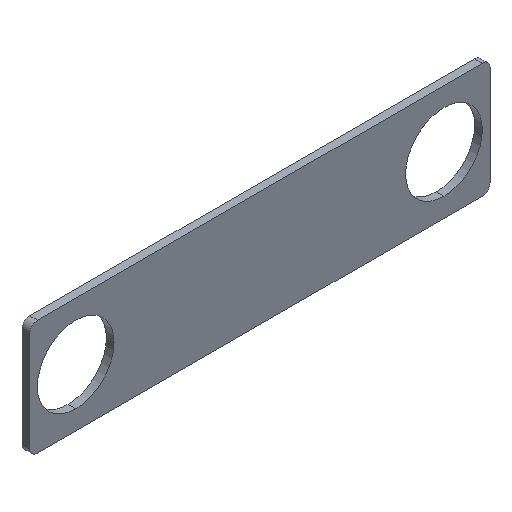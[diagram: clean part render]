
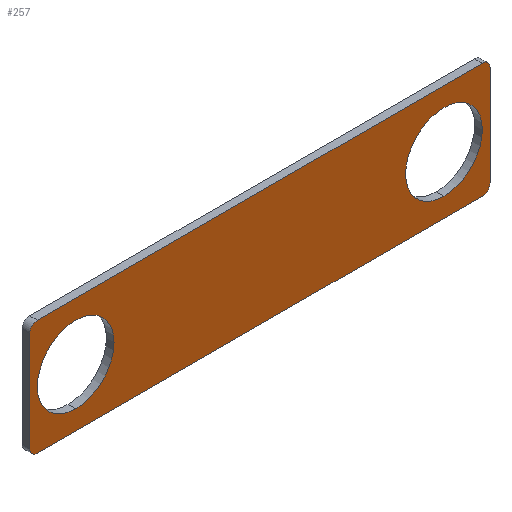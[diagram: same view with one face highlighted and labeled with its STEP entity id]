
A CAD part, isometric view. The second image highlights one B-rep face of the part: STEP entity #257.
In plain terms, the highlighted planar face has unit normal (0, -1, 0).
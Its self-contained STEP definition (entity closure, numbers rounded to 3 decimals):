
#4 = AXIS2_PLACEMENT_3D ( 'NONE', #231, #33, #364 ) ;
#7 = DIRECTION ( 'NONE',  ( 0., 0., 1. ) ) ;
#10 = VECTOR ( 'NONE', #146, 1000. ) ;
#13 = DIRECTION ( 'NONE',  ( 0., -1., 0. ) ) ;
#21 = VERTEX_POINT ( 'NONE', #162 ) ;
#23 = DIRECTION ( 'NONE',  ( 0., 0., 1. ) ) ;
#24 = EDGE_LOOP ( 'NONE', ( #401, #298 ) ) ;
#25 = DIRECTION ( 'NONE',  ( 0., 0., 1. ) ) ;
#26 = VERTEX_POINT ( 'NONE', #244 ) ;
#31 = DIRECTION ( 'NONE',  ( 0., 1., 0. ) ) ;
#33 = DIRECTION ( 'NONE',  ( 0., -1., 0. ) ) ;
#36 = ORIENTED_EDGE ( 'NONE', *, *, #440, .F. ) ;
#39 = CARTESIAN_POINT ( 'NONE',  ( -24., 0., -5. ) ) ;
#40 = DIRECTION ( 'NONE',  ( 0., 1., 0. ) ) ;
#41 = EDGE_CURVE ( 'NONE', #213, #189, #241, .T. ) ;
#50 = CARTESIAN_POINT ( 'NONE',  ( -29., 0., 7.5 ) ) ;
#52 = CARTESIAN_POINT ( 'NONE',  ( -29., 0., 6.5 ) ) ;
#54 = PLANE ( 'NONE',  #467 ) ;
#64 = DIRECTION ( 'NONE',  ( 0., 0., 1. ) ) ;
#75 = EDGE_CURVE ( 'NONE', #405, #189, #128, .T. ) ;
#77 = CARTESIAN_POINT ( 'NONE',  ( -29., 0., -6.5 ) ) ;
#79 = DIRECTION ( 'NONE',  ( 0., -1., 0. ) ) ;
#83 = VECTOR ( 'NONE', #275, 1000. ) ;
#87 = CARTESIAN_POINT ( 'NONE',  ( 24., 0., 0. ) ) ;
#97 = FACE_BOUND ( 'NONE', #285, .T. ) ;
#99 = FACE_OUTER_BOUND ( 'NONE', #235, .T. ) ;
#102 = CIRCLE ( 'NONE', #144, 5. ) ;
#103 = EDGE_CURVE ( 'NONE', #446, #26, #158, .T. ) ;
#108 = VERTEX_POINT ( 'NONE', #417 ) ;
#110 = VERTEX_POINT ( 'NONE', #243 ) ;
#120 = AXIS2_PLACEMENT_3D ( 'NONE', #334, #400, #64 ) ;
#128 = CIRCLE ( 'NONE', #218, 1. ) ;
#130 = EDGE_CURVE ( 'NONE', #223, #324, #102, .T. ) ;
#132 = ORIENTED_EDGE ( 'NONE', *, *, #75, .T. ) ;
#133 = CARTESIAN_POINT ( 'NONE',  ( 29., 0., 6.5 ) ) ;
#134 = AXIS2_PLACEMENT_3D ( 'NONE', #52, #214, #172 ) ;
#136 = CARTESIAN_POINT ( 'NONE',  ( -29., 0., -7.5 ) ) ;
#144 = AXIS2_PLACEMENT_3D ( 'NONE', #87, #348, #308 ) ;
#146 = DIRECTION ( 'NONE',  ( 0., 0., -1. ) ) ;
#152 = LINE ( 'NONE', #185, #10 ) ;
#154 = CARTESIAN_POINT ( 'NONE',  ( -30., 0., -7.5 ) ) ;
#157 = DIRECTION ( 'NONE',  ( 0., 0., 1. ) ) ;
#158 = CIRCLE ( 'NONE', #227, 5. ) ;
#162 = CARTESIAN_POINT ( 'NONE',  ( 29., 0., 7.5 ) ) ;
#169 = VERTEX_POINT ( 'NONE', #380 ) ;
#172 = DIRECTION ( 'NONE',  ( 0., 0., 1. ) ) ;
#185 = CARTESIAN_POINT ( 'NONE',  ( 30., 0., -7.5 ) ) ;
#189 = VERTEX_POINT ( 'NONE', #136 ) ;
#201 = EDGE_CURVE ( 'NONE', #110, #21, #247, .T. ) ;
#206 = VERTEX_POINT ( 'NONE', #50 ) ;
#213 = VERTEX_POINT ( 'NONE', #359 ) ;
#214 = DIRECTION ( 'NONE',  ( 0., -1., 0. ) ) ;
#217 = CARTESIAN_POINT ( 'NONE',  ( 0., 0., 0. ) ) ;
#218 = AXIS2_PLACEMENT_3D ( 'NONE', #77, #79, #7 ) ;
#223 = VERTEX_POINT ( 'NONE', #431 ) ;
#226 = ORIENTED_EDGE ( 'NONE', *, *, #286, .T. ) ;
#227 = AXIS2_PLACEMENT_3D ( 'NONE', #378, #40, #157 ) ;
#231 = CARTESIAN_POINT ( 'NONE',  ( 29., 0., -6.5 ) ) ;
#235 = EDGE_LOOP ( 'NONE', ( #357, #303, #318, #393, #262, #448, #36, #132 ) ) ;
#241 = LINE ( 'NONE', #455, #83 ) ;
#243 = CARTESIAN_POINT ( 'NONE',  ( 30., 0., 6.5 ) ) ;
#244 = CARTESIAN_POINT ( 'NONE',  ( -24., 0., 5. ) ) ;
#247 = CIRCLE ( 'NONE', #390, 1. ) ;
#251 = EDGE_CURVE ( 'NONE', #206, #108, #283, .T. ) ;
#257 = ADVANCED_FACE ( 'NONE', ( #99, #468, #97 ), #54, .F. ) ;
#262 = ORIENTED_EDGE ( 'NONE', *, *, #411, .F. ) ;
#265 = CARTESIAN_POINT ( 'NONE',  ( -30., 0., 7.5 ) ) ;
#267 = DIRECTION ( 'NONE',  ( 0., 0., 1. ) ) ;
#274 = EDGE_CURVE ( 'NONE', #110, #169, #152, .T. ) ;
#275 = DIRECTION ( 'NONE',  ( -1., 0., 0. ) ) ;
#283 = CIRCLE ( 'NONE', #134, 1. ) ;
#285 = EDGE_LOOP ( 'NONE', ( #226, #354 ) ) ;
#286 = EDGE_CURVE ( 'NONE', #324, #223, #377, .T. ) ;
#298 = ORIENTED_EDGE ( 'NONE', *, *, #355, .T. ) ;
#303 = ORIENTED_EDGE ( 'NONE', *, *, #340, .T. ) ;
#308 = DIRECTION ( 'NONE',  ( 0., 0., 1. ) ) ;
#315 = CIRCLE ( 'NONE', #4, 1. ) ;
#318 = ORIENTED_EDGE ( 'NONE', *, *, #274, .F. ) ;
#324 = VERTEX_POINT ( 'NONE', #398 ) ;
#325 = DIRECTION ( 'NONE',  ( 0., 1., 0. ) ) ;
#334 = CARTESIAN_POINT ( 'NONE',  ( 24., 0., 0. ) ) ;
#340 = EDGE_CURVE ( 'NONE', #213, #169, #315, .T. ) ;
#341 = DIRECTION ( 'NONE',  ( 1., 0., 0. ) ) ;
#348 = DIRECTION ( 'NONE',  ( 0., 1., 0. ) ) ;
#354 = ORIENTED_EDGE ( 'NONE', *, *, #130, .T. ) ;
#355 = EDGE_CURVE ( 'NONE', #26, #446, #404, .T. ) ;
#357 = ORIENTED_EDGE ( 'NONE', *, *, #41, .F. ) ;
#359 = CARTESIAN_POINT ( 'NONE',  ( 29., 0., -7.5 ) ) ;
#364 = DIRECTION ( 'NONE',  ( 0., 0., 1. ) ) ;
#377 = CIRCLE ( 'NONE', #120, 5. ) ;
#378 = CARTESIAN_POINT ( 'NONE',  ( -24., 0., 0. ) ) ;
#380 = CARTESIAN_POINT ( 'NONE',  ( 30., 0., -6.5 ) ) ;
#390 = AXIS2_PLACEMENT_3D ( 'NONE', #133, #13, #25 ) ;
#393 = ORIENTED_EDGE ( 'NONE', *, *, #201, .T. ) ;
#398 = CARTESIAN_POINT ( 'NONE',  ( 24., 0., -5. ) ) ;
#400 = DIRECTION ( 'NONE',  ( 0., 1., 0. ) ) ;
#401 = ORIENTED_EDGE ( 'NONE', *, *, #103, .T. ) ;
#404 = CIRCLE ( 'NONE', #484, 5. ) ;
#405 = VERTEX_POINT ( 'NONE', #483 ) ;
#410 = LINE ( 'NONE', #154, #415 ) ;
#411 = EDGE_CURVE ( 'NONE', #206, #21, #447, .T. ) ;
#415 = VECTOR ( 'NONE', #267, 1000. ) ;
#417 = CARTESIAN_POINT ( 'NONE',  ( -30., 0., 6.5 ) ) ;
#431 = CARTESIAN_POINT ( 'NONE',  ( 24., 0., 5. ) ) ;
#440 = EDGE_CURVE ( 'NONE', #405, #108, #410, .T. ) ;
#446 = VERTEX_POINT ( 'NONE', #39 ) ;
#447 = LINE ( 'NONE', #265, #466 ) ;
#448 = ORIENTED_EDGE ( 'NONE', *, *, #251, .T. ) ;
#455 = CARTESIAN_POINT ( 'NONE',  ( -30., 0., -7.5 ) ) ;
#466 = VECTOR ( 'NONE', #341, 1000. ) ;
#467 = AXIS2_PLACEMENT_3D ( 'NONE', #217, #325, #23 ) ;
#468 = FACE_BOUND ( 'NONE', #24, .T. ) ;
#477 = CARTESIAN_POINT ( 'NONE',  ( -24., 0., 0. ) ) ;
#481 = DIRECTION ( 'NONE',  ( 0., 0., 1. ) ) ;
#483 = CARTESIAN_POINT ( 'NONE',  ( -30., 0., -6.5 ) ) ;
#484 = AXIS2_PLACEMENT_3D ( 'NONE', #477, #31, #481 ) ;
